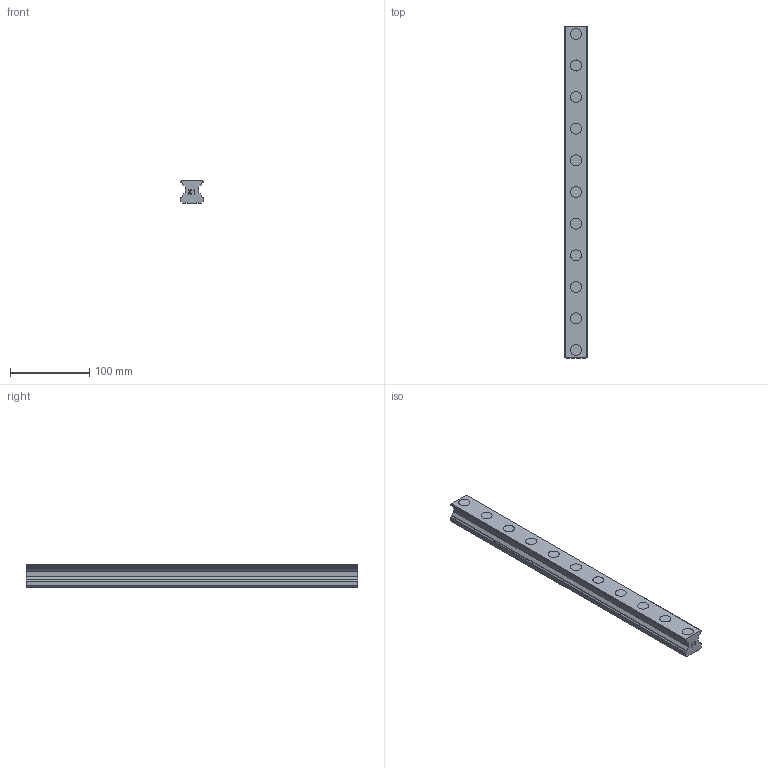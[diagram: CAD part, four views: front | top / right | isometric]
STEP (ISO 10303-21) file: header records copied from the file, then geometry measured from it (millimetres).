
FILE_DESCRIPTION(('STEP AP214'),'1');
FILE_NAME('cctmp_BE2CA5F2-3136-4BFB-BDCF-E169787F56A8_2021_03_11_11_23_53_0422..stp','2021-03-11T10:23:53',('HIWIN GmbH'),('CADClick - www.CADClick.com'),'Spatial InterOp 3D',' ','unknown authorization');
FILE_SCHEMA(('AUTOMOTIVE_DESIGN'));
Length unit declared in the file: millimetre
Products named in the file (1): RGR30R420H_FILE
Bounding box: 28 x 420 x 28 mm (x, y, z)
Volume: 239682.5 mm3; surface area: 63950.4 mm2
Topology: 1 solids, 1 shells, 214 faces, 525 edges, 350 vertices
Faces by surface type: plane 130, cylinder 84
Entity records: 8073 total; most frequent: DIRECTION 1123, CARTESIAN_POINT 1090, ORIENTED_EDGE 1050, EDGE_CURVE 525, AXIS2_PLACEMENT_3D 383, LINE 357, VECTOR 357, VERTEX_POINT 350
